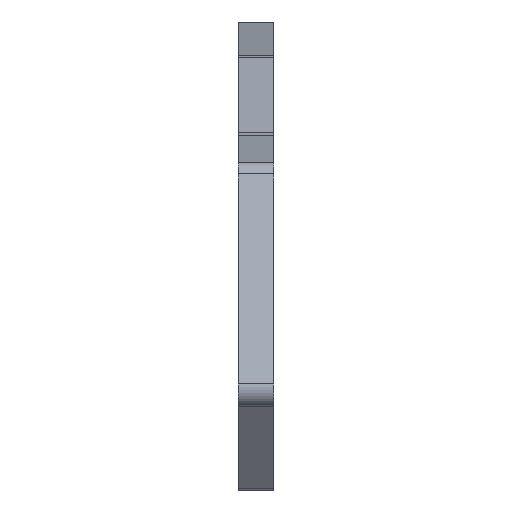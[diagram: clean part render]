
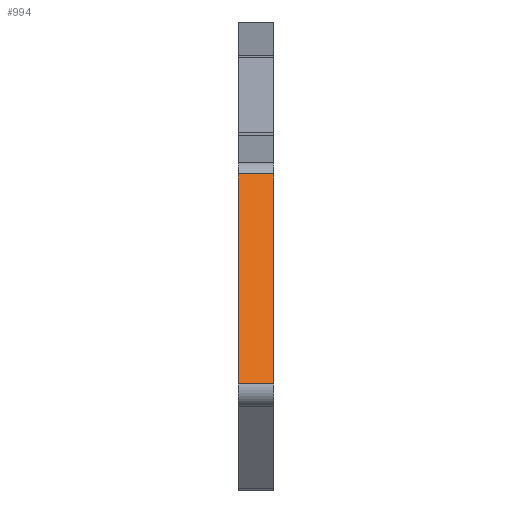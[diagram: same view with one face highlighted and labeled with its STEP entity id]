
A CAD part, top view. The second image highlights one B-rep face of the part: STEP entity #994.
In plain terms, the highlighted planar face has unit normal (0, 0.338, 0.941).
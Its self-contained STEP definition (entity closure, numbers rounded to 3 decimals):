
#104=FACE_OUTER_BOUND('',#161,.T.);
#161=EDGE_LOOP('',(#871,#872,#873,#874));
#247=LINE('',#1468,#328);
#314=LINE('',#1707,#395);
#315=LINE('',#1710,#396);
#316=LINE('',#1711,#397);
#328=VECTOR('',#1157,10.);
#395=VECTOR('',#1412,10.);
#396=VECTOR('',#1415,10.);
#397=VECTOR('',#1416,10.);
#417=VERTEX_POINT('',#1465);
#418=VERTEX_POINT('',#1467);
#496=VERTEX_POINT('',#1705);
#497=VERTEX_POINT('',#1709);
#516=EDGE_CURVE('',#417,#418,#247,.T.);
#636=EDGE_CURVE('',#496,#418,#314,.T.);
#637=EDGE_CURVE('',#497,#496,#315,.T.);
#638=EDGE_CURVE('',#497,#417,#316,.T.);
#871=ORIENTED_EDGE('',*,*,#637,.T.);
#872=ORIENTED_EDGE('',*,*,#636,.T.);
#873=ORIENTED_EDGE('',*,*,#516,.F.);
#874=ORIENTED_EDGE('',*,*,#638,.F.);
#949=PLANE('',#1122);
#994=ADVANCED_FACE('',(#104),#949,.T.);
#1122=AXIS2_PLACEMENT_3D('',#1708,#1413,#1414);
#1157=DIRECTION('',(0.,-0.941,0.338));
#1412=DIRECTION('',(1.,0.,0.));
#1413=DIRECTION('center_axis',(0.,0.338,0.941));
#1414=DIRECTION('ref_axis',(0.,-0.941,0.338));
#1415=DIRECTION('',(0.,-0.941,0.338));
#1416=DIRECTION('',(1.,0.,0.));
#1465=CARTESIAN_POINT('',(6.,35.244,-6.959));
#1467=CARTESIAN_POINT('',(6.,-0.418,5.866));
#1468=CARTESIAN_POINT('',(6.,35.244,-6.959));
#1705=CARTESIAN_POINT('',(0.,-0.418,5.866));
#1707=CARTESIAN_POINT('',(0.,-0.418,5.866));
#1708=CARTESIAN_POINT('Origin',(0.,35.244,-6.959));
#1709=CARTESIAN_POINT('',(0.,35.244,-6.959));
#1710=CARTESIAN_POINT('',(0.,35.244,-6.959));
#1711=CARTESIAN_POINT('',(0.,35.244,-6.959));
